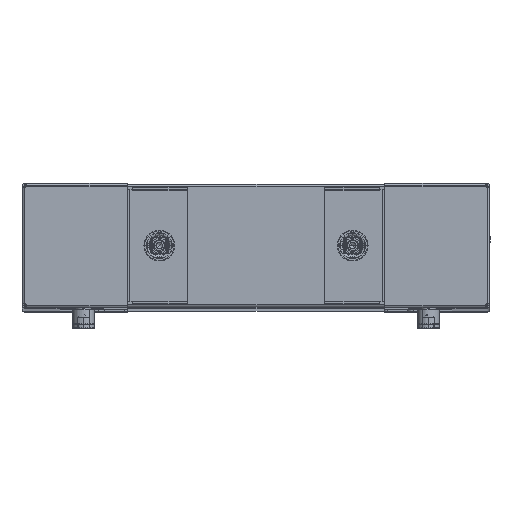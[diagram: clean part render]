
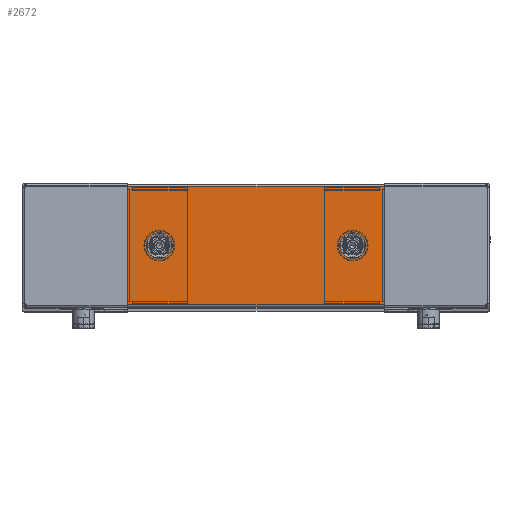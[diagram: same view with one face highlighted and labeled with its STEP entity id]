
A CAD part, top view. The second image highlights one B-rep face of the part: STEP entity #2672.
In plain terms, the highlighted face is planar.
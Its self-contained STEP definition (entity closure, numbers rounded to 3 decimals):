
#572 = AXIS2_PLACEMENT_3D ( 'NONE', #5740, #5741, #5742 ) ;
#573 = AXIS2_PLACEMENT_3D ( 'NONE', #5713, #5714, #5715 ) ;
#580 = AXIS2_PLACEMENT_3D ( 'NONE', #5679, #5680, #5681 ) ;
#597 = AXIS2_PLACEMENT_3D ( 'NONE', #5610, #5611, #5612 ) ;
#2285 = CARTESIAN_POINT ( 'NONE',  ( -104., -47.9, 0. ) ) ;
#2291 = CARTESIAN_POINT ( 'NONE',  ( -104., 47.9, 0. ) ) ;
#2295 = CARTESIAN_POINT ( 'NONE',  ( 104., -47.9, 0. ) ) ;
#2298 = CARTESIAN_POINT ( 'NONE',  ( 88.5, 0., 0. ) ) ;
#2300 = CARTESIAN_POINT ( 'NONE',  ( -68.5, 0., 0. ) ) ;
#2307 = CARTESIAN_POINT ( 'NONE',  ( -88.5, 0., 0. ) ) ;
#2335 = CARTESIAN_POINT ( 'NONE',  ( 68.5, 0., 0. ) ) ;
#2374 = CARTESIAN_POINT ( 'NONE',  ( 104., 47.9, 0. ) ) ;
#2672 = ADVANCED_FACE ( 'NONE', ( #14371, #14362, #14364 ), #19497, .F. ) ;
#3950 = EDGE_CURVE ( 'NONE', #19989, #20037, #9409, .T. ) ;
#3973 = EDGE_CURVE ( 'NONE', #19848, #19851, #9460, .T. ) ;
#3986 = EDGE_CURVE ( 'NONE', #19851, #19848, #9481, .T. ) ;
#3988 = EDGE_CURVE ( 'NONE', #19113, #18624, #9695, .T. ) ;
#3990 = EDGE_CURVE ( 'NONE', #18628, #18624, #9694, .T. ) ;
#3992 = EDGE_CURVE ( 'NONE', #18628, #21000, #9690, .T. ) ;
#3994 = EDGE_CURVE ( 'NONE', #19113, #21000, #9688, .T. ) ;
#3996 = EDGE_CURVE ( 'NONE', #20037, #19989, #9680, .T. ) ;
#5610 = CARTESIAN_POINT ( 'NONE',  ( 78.5, 0., 0. ) ) ;
#5611 = DIRECTION ( 'NONE',  ( 0., 0., -1. ) ) ;
#5612 = DIRECTION ( 'NONE',  ( -1., 0., 0. ) ) ;
#5679 = CARTESIAN_POINT ( 'NONE',  ( -78.5, 0., 0. ) ) ;
#5680 = DIRECTION ( 'NONE',  ( 0., 0., 1. ) ) ;
#5681 = DIRECTION ( 'NONE',  ( 1., 0., 0. ) ) ;
#5713 = CARTESIAN_POINT ( 'NONE',  ( -78.5, 0., 0. ) ) ;
#5714 = DIRECTION ( 'NONE',  ( 0., 0., 1. ) ) ;
#5715 = DIRECTION ( 'NONE',  ( 1., 0., 0. ) ) ;
#5720 = CARTESIAN_POINT ( 'NONE',  ( 104., -47.9, 0. ) ) ;
#5721 = DIRECTION ( 'NONE',  ( -1., 0., 0. ) ) ;
#5725 = CARTESIAN_POINT ( 'NONE',  ( -104., 48., 0. ) ) ;
#5726 = DIRECTION ( 'NONE',  ( 0., -1., 0. ) ) ;
#5730 = CARTESIAN_POINT ( 'NONE',  ( -104., 47.9, 0. ) ) ;
#5731 = DIRECTION ( 'NONE',  ( 1., 0., 0. ) ) ;
#5735 = CARTESIAN_POINT ( 'NONE',  ( 104., 48., 0. ) ) ;
#5736 = DIRECTION ( 'NONE',  ( 0., 1., 0. ) ) ;
#5740 = CARTESIAN_POINT ( 'NONE',  ( 78.5, 0., 0. ) ) ;
#5741 = DIRECTION ( 'NONE',  ( 0., 0., -1. ) ) ;
#5742 = DIRECTION ( 'NONE',  ( -1., 0., 0. ) ) ;
#5978 = AXIS2_PLACEMENT_3D ( 'NONE', #19498, #19502, #19503 ) ;
#9409 = CIRCLE ( 'NONE', #597, 10. ) ;
#9460 = CIRCLE ( 'NONE', #580, 10. ) ;
#9480 = VECTOR ( 'NONE', #5721, 1000. ) ;
#9481 = CIRCLE ( 'NONE', #573, 10. ) ;
#9680 = CIRCLE ( 'NONE', #572, 10. ) ;
#9688 = LINE ( 'NONE', #5735, #9692 ) ;
#9689 = VECTOR ( 'NONE', #5731, 1000. ) ;
#9690 = LINE ( 'NONE', #5730, #9689 ) ;
#9692 = VECTOR ( 'NONE', #5736, 1000. ) ;
#9693 = VECTOR ( 'NONE', #5726, 1000. ) ;
#9694 = LINE ( 'NONE', #5725, #9693 ) ;
#9695 = LINE ( 'NONE', #5720, #9480 ) ;
#14362 = FACE_OUTER_BOUND ( 'NONE', #18266, .T. ) ;
#14364 = FACE_BOUND ( 'NONE', #18261, .T. ) ;
#14371 = FACE_BOUND ( 'NONE', #18273, .T. ) ;
#17161 = ORIENTED_EDGE ( 'NONE', *, *, #3973, .T. ) ;
#17162 = ORIENTED_EDGE ( 'NONE', *, *, #3986, .T. ) ;
#17163 = ORIENTED_EDGE ( 'NONE', *, *, #3988, .T. ) ;
#17164 = ORIENTED_EDGE ( 'NONE', *, *, #3990, .F. ) ;
#17165 = ORIENTED_EDGE ( 'NONE', *, *, #3992, .T. ) ;
#17166 = ORIENTED_EDGE ( 'NONE', *, *, #3994, .F. ) ;
#17167 = ORIENTED_EDGE ( 'NONE', *, *, #3996, .F. ) ;
#17168 = ORIENTED_EDGE ( 'NONE', *, *, #3950, .F. ) ;
#18261 = EDGE_LOOP ( 'NONE', ( #17167, #17168 ) ) ;
#18266 = EDGE_LOOP ( 'NONE', ( #17163, #17164, #17165, #17166 ) ) ;
#18273 = EDGE_LOOP ( 'NONE', ( #17161, #17162 ) ) ;
#18624 = VERTEX_POINT ( 'NONE', #2285 ) ;
#18628 = VERTEX_POINT ( 'NONE', #2291 ) ;
#19113 = VERTEX_POINT ( 'NONE', #2295 ) ;
#19497 = PLANE ( 'NONE',  #5978 ) ;
#19498 = CARTESIAN_POINT ( 'NONE',  ( -104., -48., 0. ) ) ;
#19502 = DIRECTION ( 'NONE',  ( 0., 0., 1. ) ) ;
#19503 = DIRECTION ( 'NONE',  ( 1., 0., 0. ) ) ;
#19848 = VERTEX_POINT ( 'NONE', #2300 ) ;
#19851 = VERTEX_POINT ( 'NONE', #2307 ) ;
#19989 = VERTEX_POINT ( 'NONE', #2298 ) ;
#20037 = VERTEX_POINT ( 'NONE', #2335 ) ;
#21000 = VERTEX_POINT ( 'NONE', #2374 ) ;
